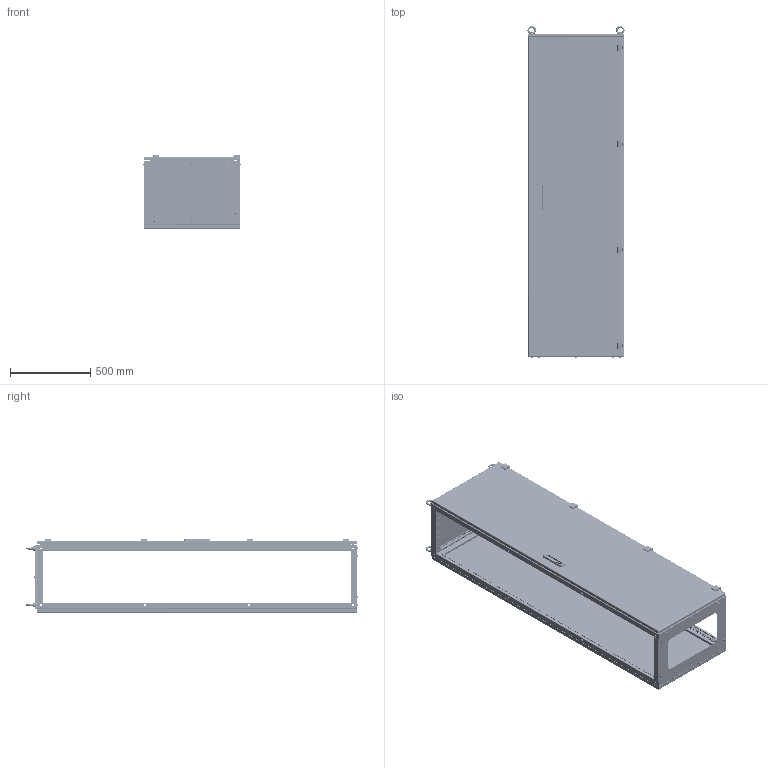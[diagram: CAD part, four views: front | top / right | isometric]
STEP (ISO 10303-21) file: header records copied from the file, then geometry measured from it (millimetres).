
FILE_DESCRIPTION (( 'STEP AP203' ), '1' );
FILE_NAME ('Êîðïóñ FORT IP31 (2000õ600õ400) EKF PROxima.STEP', '2020-10-25T10:22:51', ( '' ), ( '' ), 'SwSTEP 2.0', 'SolidWorks 2019', '' );
FILE_SCHEMA (( 'CONFIG_CONTROL_DESIGN' ));
Length unit declared in the file: millimetre
Products named in the file (65): ÌÈ-1023.03.00.001 Ñòåíêà çàäíÿÿ 600õ2000; îñíîâàíèå ïåòëè1; Øïèëüêà ïðèâàðíàÿ Ì6õ25 DIN 13918; Ãàéêà çàêëàäíàÿ; pan head cross recess screw_din_DIN EN ISO 7045 - M6 x 30 - Z - 30N; ÌÈ-1163.02.00.000 ÑÁ Äâåðü â ñáîðå; Çàêëåïêà ãàå÷íàÿ Ì6 UNI 9203; ÌÈ-1025.01.00.002 Ïðîôèëü áîêîâîé 400 âåðõíèé; ÌÈ-1026.05.00.001 Ïîòîëî÷íàÿ ïàíåëü 600õ400; Óãëîâàÿ ïåòëÿ Àòîñ; îñü ïåòëè; ÌÈ-1166.00.00.001 Ïåðåãîðîäêà öîêîëÿ 600õ400; pan head cross recess screw_din_DIN EN ISO 7045 - M6 x 40 - Z - 40N; ÌÈ-1022.02.00.004 Ïðîôèëü äâåðíîé ìàëûé 600; ÌÈ-1025.01.00.004 Ïðîôèëü áîêîâîé 400 íèæíèé; 昈-983.02.00.002 忺謽鳧; Êîðïóñ äâåðíîé ðó÷êè Àòîñ; hex thin nut gradeb_din_Hexagon Nut ISO 4036 - M6 - N; Ãàéêà çàêëàäêàÿ Ì6; Çàìîê â ñáîðå Àòîñ; plain washer large_din_Washer DIN 9021 - 13; Ìåõàíèçì äâåðè Àòîñ; Øïèëüêà Ì6õ12; 剒蜲錪 獲闃; Äåðæàòåëü øòîêà; ÌÈ-1022.01.01.000 ÑÁ Ïðîôèëü ãîðèçîíòàëüíûé 600 âåðõíèé â ñáîðå; pan head cross recess screw_din_DIN EN ISO 7045 - M6 x 20 - Z - 20N; pan head cross collar screw_din_DIN 967 - M4 x 16 - Z --- 14.6N; ÌÈ-983.01.00.001 Ïðîôèëü âåðòèêàëüíûé 2000; countersunk raised head cross recess screw_din_DIN EN ISO 7047 - M4 x 10 - Z - 10N; 幄鍧 IC-2 1000; hex screw gradec_din_DIN EN 24018 - M12 x 35-WN; Êîðïóñ FORT IP31 (2000õ600õ400) EKF PROxima; hex nut gradec_din_Hexagon Nut ISO 4034 - M16 - N; 幄鍧 IC-2 900; ÌÈ-1022.01.01.001 Ïðîôèëü ãîðèçîíòàëüíûé âåðõíèé 600; ÌÈ-1163.03.00.000 ÑÁ Ñòåíêà çàäíÿÿ 600õ2000; êîðïóñ ïåòëè1; hex flange nut_din_Hexagon Flange Nut DIN 6923 - M6 - N; ÌÈ-983.02.00.003 Ïðîôèëü äâåðíîé áîëüøîé 2000 ...
Assembly tree (184 placements, depth 4):
  Êîðïóñ FORT IP31 (2000õ600õ400) EKF PROxima
    ÌÈ-1026.01.00.000 ÑÁ Êàðêàñ 2000õ600õ400
      ÌÈ-1022.01.01.000 ÑÁ Ïðîôèëü ãîðèçîíòàëüíûé 600 âåðõíèé â ñáîðå
        ÌÈ-1022.01.01.001 Ïðîôèëü ãîðèçîíòàëüíûé âåðõíèé 600
        Øïèëüêà Ì6õ12
      ÌÈ-983.01.00.001 Ïðîôèëü âåðòèêàëüíûé 2000  x4
      ÌÈ-1022.01.00.003 Ïðîôèëü ãîðèçîíòàëüíûé íèæíèé 600  x2
      ÌÈ-1025.01.00.002 Ïðîôèëü áîêîâîé 400 âåðõíèé  x2
      ÌÈ-1022.01.01.000 ÑÁ Ïðîôèëü ãîðèçîíòàëüíûé 600 âåðõíèé â ñáîðå
        ÌÈ-1022.01.01.001 Ïðîôèëü ãîðèçîíòàëüíûé âåðõíèé 600
        Øïèëüêà Ì6õ12
      ÌÈ-1025.01.00.004 Ïðîôèëü áîêîâîé 400 íèæíèé  x2
    ÌÈ-1026.05.00.001 Ïîòîëî÷íàÿ ïàíåëü 600õ400
    ÌÈ-1163.03.00.000 ÑÁ Ñòåíêà çàäíÿÿ 600õ2000
      ÌÈ-1023.03.00.001 Ñòåíêà çàäíÿÿ 600õ2000
      Øïèëüêà Ì6õ12
    ÌÈ-1166.00.00.001 Ïåðåãîðîäêà öîêîëÿ 600õ400
    pan head cross recess screw_din_DIN EN ISO 7045 - M6 x 20 - Z - 20N  x10
    Ãàéêà çàêëàäíàÿ
      Îáîëî÷êà ãàéêè çàêëàäíîé
      Ãàéêà çàêëàäêàÿ Ì6
    Ãàéêà çàêëàäíàÿ
      Îáîëî÷êà ãàéêè çàêëàäíîé
      Ãàéêà çàêëàäêàÿ Ì6
    Ãàéêà çàêëàäíàÿ
      Îáîëî÷êà ãàéêè çàêëàäíîé
      Ãàéêà çàêëàäêàÿ Ì6
    Ãàéêà çàêëàäíàÿ
      Îáîëî÷êà ãàéêè çàêëàäíîé
      Ãàéêà çàêëàäêàÿ Ì6
    Ãàéêà çàêëàäíàÿ
      Îáîëî÷êà ãàéêè çàêëàäíîé
      Ãàéêà çàêëàäêàÿ Ì6
    Ãàéêà çàêëàäíàÿ
      Îáîëî÷êà ãàéêè çàêëàäíîé
      Ãàéêà çàêëàäêàÿ Ì6
    Ãàéêà çàêëàäíàÿ
      Îáîëî÷êà ãàéêè çàêëàäíîé
      Ãàéêà çàêëàäêàÿ Ì6
    Ãàéêà çàêëàäíàÿ
      Îáîëî÷êà ãàéêè çàêëàäíîé
      Ãàéêà çàêëàäêàÿ Ì6
    Ãàéêà çàêëàäíàÿ
      Îáîëî÷êà ãàéêè çàêëàäíîé
      Ãàéêà çàêëàäêàÿ Ì6
    Ãàéêà çàêëàäíàÿ
      Îáîëî÷êà ãàéêè çàêëàäíîé
      Ãàéêà çàêëàäêàÿ Ì6
    pan head cross recess screw_din_DIN EN ISO 7045 - M6 x 30 - Z - 30N  x4
    Ãàéêà çàêëàäíàÿ
      Îáîëî÷êà ãàéêè çàêëàäíîé
      Ãàéêà çàêëàäêàÿ Ì6
    lifting eye nut 01_din_DIN 582-M12-N  x4
    pan head cross recess screw_din_DIN EN ISO 7045 - M6 x 40 - Z - 40N  x8
    Çàêëåïêà ãàå÷íàÿ Ì6 UNI 9203  x8
    ÌÈ-1163.02.00.000 ÑÁ Äâåðü â ñáîðå
      ÌÈ-1023.02.00.001 Äâåðü 600õ2000
      Óãëîâàÿ ïåòëÿ Àòîñ
        îñíîâàíèå ïåòëè1
        êîðïóñ ïåòëè1
Bounding box: 606.5 x 2072.48 x 466.98 mm (x, y, z)
Volume: 7191338.5 mm3; surface area: 9734641.9 mm2
Topology: 160 solids, 160 shells, 13135 faces, 35005 edges, 22226 vertices
Faces by surface type: plane 9891, cylinder 1884, cone 624, bspline 528, torus 156, sphere 52
Entity records: 143166 total; most frequent: CARTESIAN_POINT 30156, ORIENTED_EDGE 21516, DIRECTION 19759, EDGE_CURVE 10758, VECTOR 8761, LINE 8761, VERTEX_POINT 6924, AXIS2_PLACEMENT_3D 5499
